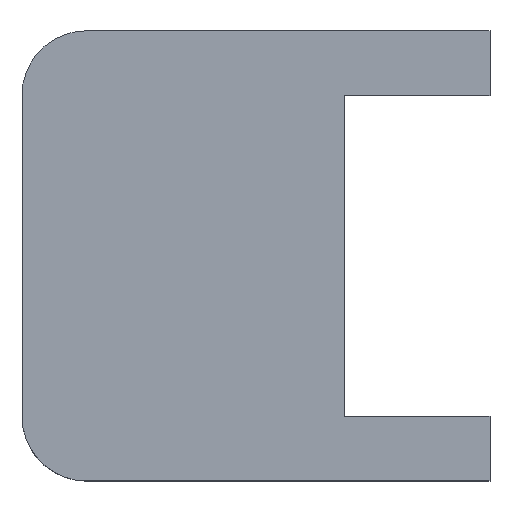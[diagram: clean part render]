
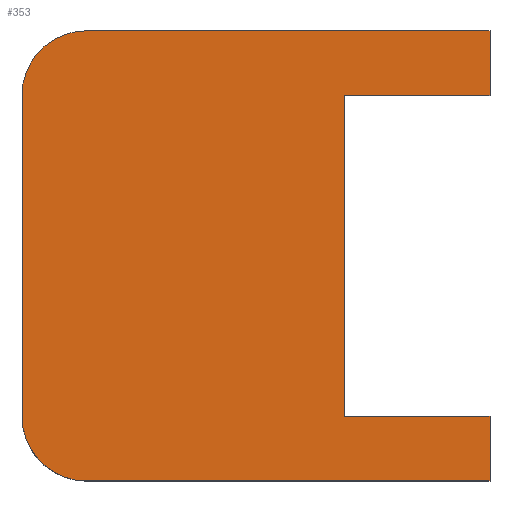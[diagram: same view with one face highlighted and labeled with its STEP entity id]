
A CAD part, top view. The second image highlights one B-rep face of the part: STEP entity #353.
In plain terms, the highlighted planar face has unit normal (0, 0, 1).
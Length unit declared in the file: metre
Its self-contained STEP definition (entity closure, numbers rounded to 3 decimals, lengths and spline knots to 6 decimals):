
#25=LINE('',#540,#63);
#26=LINE('',#545,#64);
#27=LINE('',#549,#65);
#28=LINE('',#551,#66);
#29=LINE('',#553,#67);
#30=LINE('',#555,#68);
#31=LINE('',#557,#69);
#32=LINE('',#559,#70);
#63=VECTOR('',#435,1.);
#64=VECTOR('',#438,1.);
#65=VECTOR('',#441,1.);
#66=VECTOR('',#442,1.);
#67=VECTOR('',#443,1.);
#68=VECTOR('',#444,1.);
#69=VECTOR('',#445,1.);
#70=VECTOR('',#446,1.);
#104=ORIENTED_EDGE('',*,*,#200,.F.);
#105=ORIENTED_EDGE('',*,*,#201,.T.);
#106=ORIENTED_EDGE('',*,*,#202,.T.);
#107=ORIENTED_EDGE('',*,*,#203,.T.);
#108=ORIENTED_EDGE('',*,*,#204,.T.);
#109=ORIENTED_EDGE('',*,*,#205,.T.);
#110=ORIENTED_EDGE('',*,*,#206,.F.);
#111=ORIENTED_EDGE('',*,*,#207,.F.);
#112=ORIENTED_EDGE('',*,*,#208,.T.);
#113=ORIENTED_EDGE('',*,*,#209,.F.);
#200=EDGE_CURVE('',#248,#249,#25,.T.);
#201=EDGE_CURVE('',#248,#250,#274,.T.);
#202=EDGE_CURVE('',#250,#251,#26,.T.);
#203=EDGE_CURVE('',#251,#252,#275,.T.);
#204=EDGE_CURVE('',#252,#253,#27,.T.);
#205=EDGE_CURVE('',#253,#254,#28,.T.);
#206=EDGE_CURVE('',#255,#254,#29,.T.);
#207=EDGE_CURVE('',#256,#255,#30,.T.);
#208=EDGE_CURVE('',#256,#257,#31,.T.);
#209=EDGE_CURVE('',#249,#257,#32,.T.);
#248=VERTEX_POINT('',#541);
#249=VERTEX_POINT('',#542);
#250=VERTEX_POINT('',#544);
#251=VERTEX_POINT('',#546);
#252=VERTEX_POINT('',#548);
#253=VERTEX_POINT('',#550);
#254=VERTEX_POINT('',#552);
#255=VERTEX_POINT('',#554);
#256=VERTEX_POINT('',#556);
#257=VERTEX_POINT('',#558);
#274=CIRCLE('',#390,0.002);
#275=CIRCLE('',#391,0.002);
#283=EDGE_LOOP('',(#104,#105,#106,#107,#108,#109,#110,#111,#112,#113));
#311=FACE_BOUND('',#283,.T.);
#338=PLANE('',#389);
#353=ADVANCED_FACE('',(#311),#338,.T.);
#389=AXIS2_PLACEMENT_3D('',#539,#433,#434);
#390=AXIS2_PLACEMENT_3D('',#543,#436,#437);
#391=AXIS2_PLACEMENT_3D('',#547,#439,#440);
#433=DIRECTION('',(0.,0.,1.));
#434=DIRECTION('',(1.,0.,0.));
#435=DIRECTION('',(1.,0.,0.));
#436=DIRECTION('',(0.,0.,1.));
#437=DIRECTION('',(1.,0.,0.));
#438=DIRECTION('',(0.,-1.,0.));
#439=DIRECTION('',(0.,0.,1.));
#440=DIRECTION('',(1.,0.,0.));
#441=DIRECTION('',(1.,0.,0.));
#442=DIRECTION('',(0.,1.,0.));
#443=DIRECTION('',(1.,0.,0.));
#444=DIRECTION('',(0.,-1.,0.));
#445=DIRECTION('',(1.,0.,0.));
#446=DIRECTION('',(0.,-1.,0.));
#539=CARTESIAN_POINT('',(-0.020926,0.014125,0.05175));
#540=CARTESIAN_POINT('',(-0.020926,0.01695,0.05175));
#541=CARTESIAN_POINT('',(-0.018926,0.01695,0.05175));
#542=CARTESIAN_POINT('',(-0.006426,0.01695,0.05175));
#543=CARTESIAN_POINT('',(-0.018926,0.01495,0.05175));
#544=CARTESIAN_POINT('',(-0.020926,0.01495,0.05175));
#545=CARTESIAN_POINT('',(-0.020926,0.014125,0.05175));
#546=CARTESIAN_POINT('',(-0.020926,0.005,0.05175));
#547=CARTESIAN_POINT('',(-0.018926,0.005,0.05175));
#548=CARTESIAN_POINT('',(-0.018926,0.003,0.05175));
#549=CARTESIAN_POINT('',(-0.020926,0.003,0.05175));
#550=CARTESIAN_POINT('',(-0.006426,0.003,0.05175));
#551=CARTESIAN_POINT('',(-0.006426,0.003,0.05175));
#552=CARTESIAN_POINT('',(-0.006426,0.005,0.05175));
#553=CARTESIAN_POINT('',(-0.020926,0.005,0.05175));
#554=CARTESIAN_POINT('',(-0.010926,0.005,0.05175));
#555=CARTESIAN_POINT('',(-0.010926,0.014125,0.05175));
#556=CARTESIAN_POINT('',(-0.010926,0.01495,0.05175));
#557=CARTESIAN_POINT('',(-0.020926,0.01495,0.05175));
#558=CARTESIAN_POINT('',(-0.006426,0.01495,0.05175));
#559=CARTESIAN_POINT('',(-0.006426,0.01695,0.05175));
